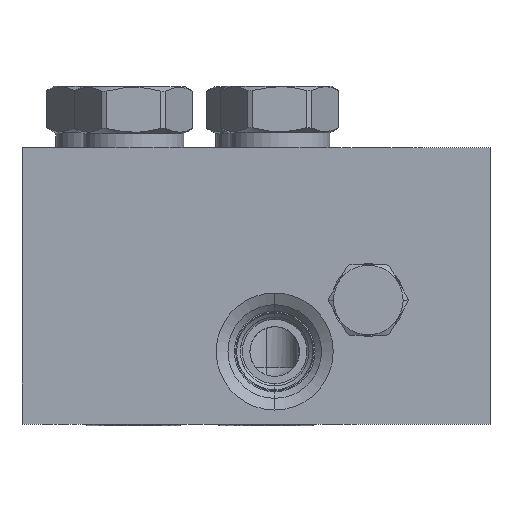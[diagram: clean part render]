
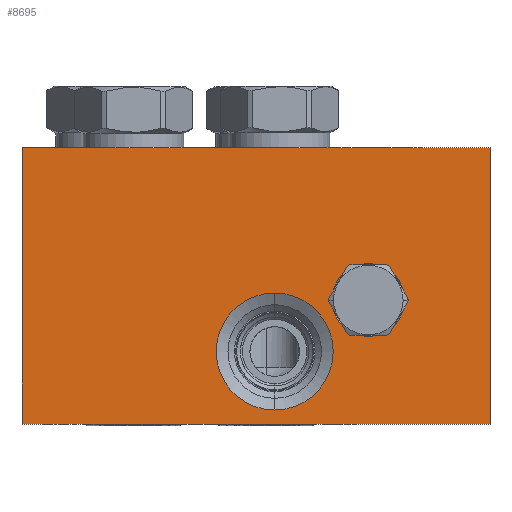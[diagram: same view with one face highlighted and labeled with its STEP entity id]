
A CAD part, left-side view. The second image highlights one B-rep face of the part: STEP entity #8695.
In plain terms, the highlighted planar face has unit normal (-1, 0, 0).
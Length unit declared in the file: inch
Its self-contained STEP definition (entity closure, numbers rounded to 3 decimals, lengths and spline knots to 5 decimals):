
#1=DIRECTION('',(0.,-1.,0.));
#2=VECTOR('',#1,5.);
#3=CARTESIAN_POINT('',(0.,0.,0.));
#4=LINE('',#3,#2);
#77=DIRECTION('',(0.,0.,1.));
#78=VECTOR('',#77,2.953);
#79=CARTESIAN_POINT('',(0.,0.,0.));
#80=LINE('',#79,#78);
#81=CARTESIAN_POINT('',(0.,-2.7,0.775));
#82=DIRECTION('',(1.,0.,0.));
#83=DIRECTION('',(0.,0.,-1.));
#84=AXIS2_PLACEMENT_3D('',#81,#82,#83);
#86=CARTESIAN_POINT('',(0.,-2.7,0.775));
#87=DIRECTION('',(1.,0.,0.));
#88=DIRECTION('',(0.,0.,1.));
#89=AXIS2_PLACEMENT_3D('',#86,#87,#88);
#91=CARTESIAN_POINT('',(0.,-3.7,1.325));
#92=DIRECTION('',(1.,0.,0.));
#93=DIRECTION('',(0.,0.,-1.));
#94=AXIS2_PLACEMENT_3D('',#91,#92,#93);
#96=CARTESIAN_POINT('',(0.,-3.7,1.325));
#97=DIRECTION('',(1.,0.,0.));
#98=DIRECTION('',(0.,0.,1.));
#99=AXIS2_PLACEMENT_3D('',#96,#97,#98);
#119=DIRECTION('',(0.,0.,1.));
#120=VECTOR('',#119,2.953);
#121=CARTESIAN_POINT('',(0.,-5.,0.));
#122=LINE('',#121,#120);
#153=DIRECTION('',(0.,-1.,0.));
#154=VECTOR('',#153,5.);
#155=CARTESIAN_POINT('',(0.,0.,2.953));
#156=LINE('',#155,#154);
#7696=CARTESIAN_POINT('',(0.,0.,0.));
#7697=CARTESIAN_POINT('',(0.,-5.,0.));
#7698=VERTEX_POINT('',#7696);
#7699=VERTEX_POINT('',#7697);
#7704=CARTESIAN_POINT('',(0.,0.,2.953));
#7705=CARTESIAN_POINT('',(0.,-5.,2.953));
#7706=VERTEX_POINT('',#7704);
#7707=VERTEX_POINT('',#7705);
#8126=CARTESIAN_POINT('',(0.,-2.7,0.15));
#8127=CARTESIAN_POINT('',(0.,-2.7,1.4));
#8128=VERTEX_POINT('',#8126);
#8129=VERTEX_POINT('',#8127);
#8256=CARTESIAN_POINT('',(0.,-3.7,0.936));
#8257=CARTESIAN_POINT('',(0.,-3.7,1.714));
#8258=VERTEX_POINT('',#8256);
#8259=VERTEX_POINT('',#8257);
#8669=CARTESIAN_POINT('',(0.,0.,0.));
#8670=DIRECTION('',(-1.,0.,0.));
#8671=DIRECTION('',(0.,-1.,0.));
#8672=AXIS2_PLACEMENT_3D('',#8669,#8670,#8671);
#8673=PLANE('',#8672);
#8674=ORIENTED_EDGE('',*,*,#8622,.F.);
#8676=ORIENTED_EDGE('',*,*,#8675,.T.);
#8678=ORIENTED_EDGE('',*,*,#8677,.T.);
#8680=ORIENTED_EDGE('',*,*,#8679,.F.);
#8681=EDGE_LOOP('',(#8674,#8676,#8678,#8680));
#8682=FACE_OUTER_BOUND('',#8681,.F.);
#8684=ORIENTED_EDGE('',*,*,#8683,.F.);
#8686=ORIENTED_EDGE('',*,*,#8685,.F.);
#8687=EDGE_LOOP('',(#8684,#8686));
#8688=FACE_BOUND('',#8687,.F.);
#8690=ORIENTED_EDGE('',*,*,#8689,.F.);
#8692=ORIENTED_EDGE('',*,*,#8691,.F.);
#8693=EDGE_LOOP('',(#8690,#8692));
#8694=FACE_BOUND('',#8693,.F.);
#8695=ADVANCED_FACE('',(#8682,#8688,#8694),#8673,.T.);
#85=CIRCLE('',#84,0.625);
#90=CIRCLE('',#89,0.625);
#95=CIRCLE('',#94,0.389);
#100=CIRCLE('',#99,0.389);
#8622=EDGE_CURVE('',#7698,#7699,#4,.T.);
#8675=EDGE_CURVE('',#7698,#7706,#80,.T.);
#8677=EDGE_CURVE('',#7706,#7707,#156,.T.);
#8679=EDGE_CURVE('',#7699,#7707,#122,.T.);
#8683=EDGE_CURVE('',#8128,#8129,#85,.T.);
#8685=EDGE_CURVE('',#8129,#8128,#90,.T.);
#8689=EDGE_CURVE('',#8258,#8259,#95,.T.);
#8691=EDGE_CURVE('',#8259,#8258,#100,.T.);
